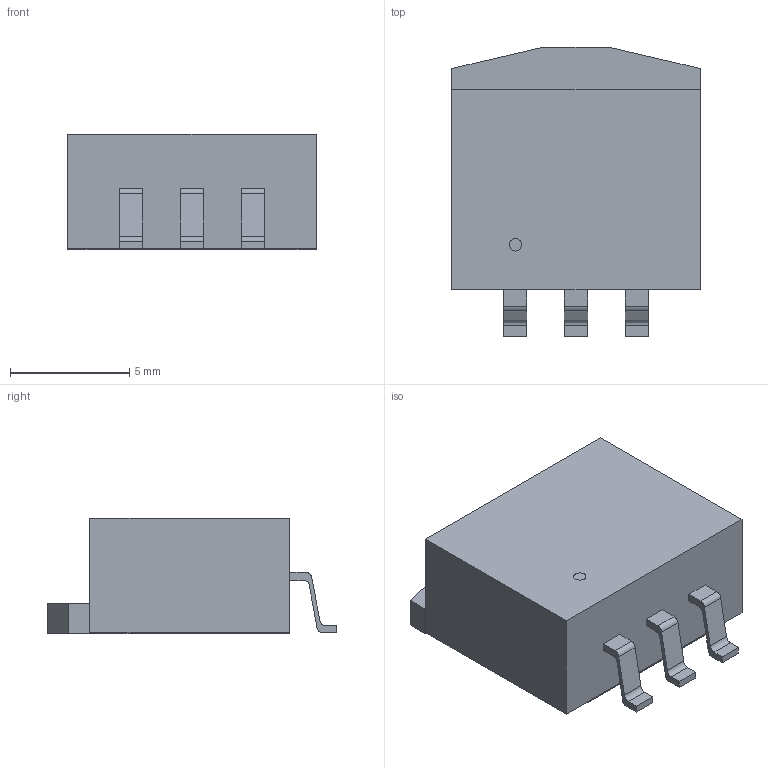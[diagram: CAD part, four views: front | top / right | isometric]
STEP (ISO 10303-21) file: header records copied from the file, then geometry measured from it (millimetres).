
FILE_DESCRIPTION(('STEP AP214'),'1');
FILE_NAME('TS3B-L','2018-03-03T03:34:00',(''),(''),'','','');
FILE_SCHEMA(('AUTOMOTIVE_DESIGN'));
Length unit declared in the file: millimetre
Products named in the file (1): product
Bounding box: 10.41 x 12.13 x 4.85 mm (x, y, z)
Volume: 2.5 mm3; surface area: 568.8 mm2
Topology: 4 solids, 26 shells, 67 faces, 219 edges, 182 vertices
Faces by surface type: plane 54, cylinder 13
Full cylindrical faces by diameter (mm): 0.521 x1
Entity records: 2596 total; most frequent: CARTESIAN_POINT 472, DIRECTION 388, ORIENTED_EDGE 328, VERTEX_POINT 290, EDGE_CURVE 218, LINE 192, VECTOR 192, AXIS2_PLACEMENT_3D 98
